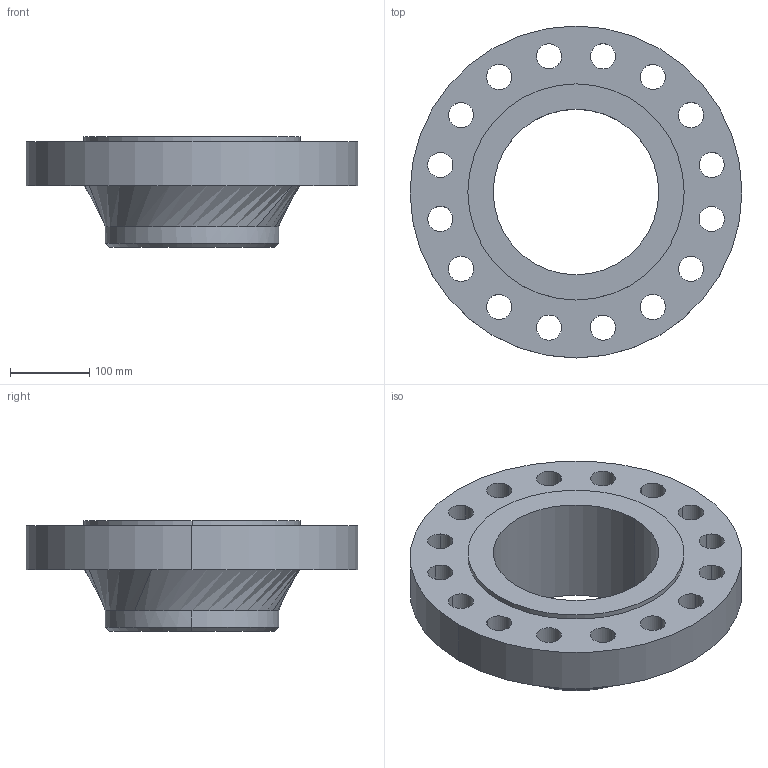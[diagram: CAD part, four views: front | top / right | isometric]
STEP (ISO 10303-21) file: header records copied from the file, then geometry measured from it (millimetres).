
FILE_DESCRIPTION (( 'STEP AP203' ), '1' );
FILE_NAME ('WNeck Flange 600-NPS8.STEP', '2025-05-13T17:07:01', '' );
FILE_SCHEMA (( 'CONFIG_CONTROL_DESIGN' ));
Length unit declared in the file: inch
Products named in the file (1): WNeck Flange 600-NPS8
Bounding box: 419.1 x 419.1 x 139.7 mm (x, y, z)
Volume: 5944043.1 mm3; surface area: 480971.1 mm2
Topology: 1 solids, 1 shells, 47 faces, 128 edges, 84 vertices
Faces by surface type: cylinder 40, plane 3, cone 2, bspline 2
Entity records: 1697 total; most frequent: DIRECTION 302, CARTESIAN_POINT 288, ORIENTED_EDGE 256, AXIS2_PLACEMENT_3D 130, EDGE_CURVE 128, CIRCLE 84, VERTEX_POINT 84, EDGE_LOOP 82
